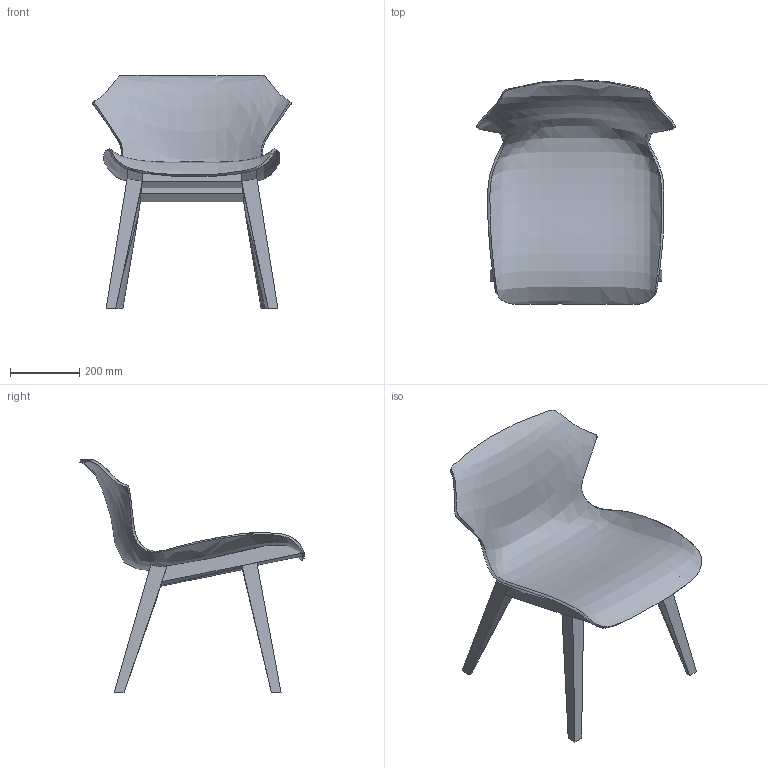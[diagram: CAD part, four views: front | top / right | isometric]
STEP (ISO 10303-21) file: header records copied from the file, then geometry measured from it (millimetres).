
FILE_DESCRIPTION(/* description */ (''),/* implementation_level */ '2;1');
FILE_NAME(/* name */ 'Petal_CB-294_3D',/* time_stamp */ '2023-10-06T12:37:21+02:00',/* author */ (''),/* organization */ (''),/* preprocessor_version */ 'ST-DEVELOPER v16.5',/* originating_system */ 'Rhino 7.31',/* authorisation */ '');
FILE_SCHEMA (('AUTOMOTIVE_DESIGN'));
Length unit declared in the file: centimetre
Products named in the file (2): Document; Petal_CB-294
Assembly tree (1 placements, depth 2):
  Document
    Petal_CB-294
Bounding box: 573.32 x 647.82 x 673.53 mm (x, y, z)
Volume: 7846435.7 mm3; surface area: 1417855.5 mm2
Topology: 7 solids, 9 shells, 70 faces, 156 edges, 100 vertices
Faces by surface type: plane 50, bspline 20
Entity records: 37582 total; most frequent: CARTESIAN_POINT 36343, ORIENTED_EDGE 306, EDGE_CURVE 154, B_SPLINE_CURVE_WITH_KNOTS 152, VERTEX_POINT 100, ADVANCED_FACE 70, FACE_OUTER_BOUND 70, EDGE_LOOP 70
